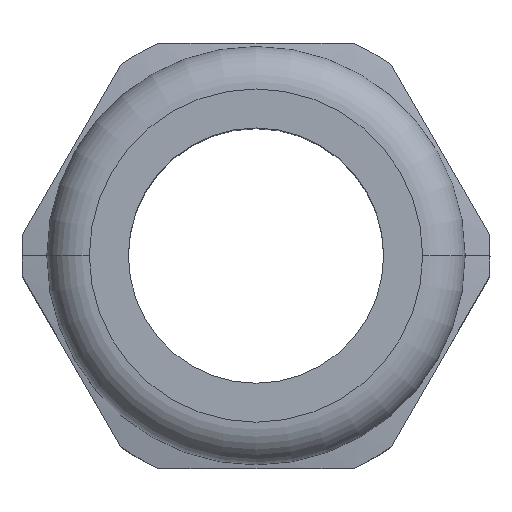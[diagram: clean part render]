
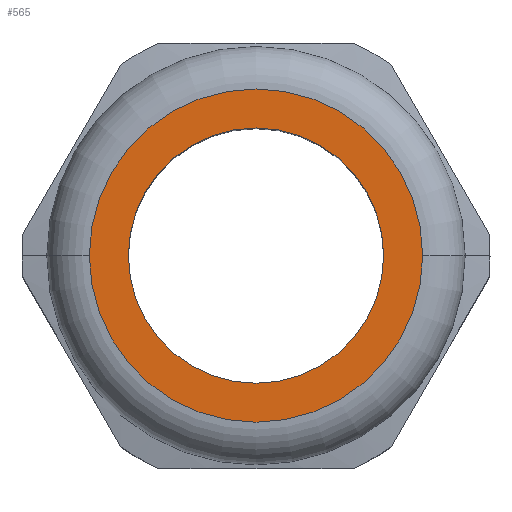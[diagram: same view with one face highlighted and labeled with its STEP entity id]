
A CAD part, top view. The second image highlights one B-rep face of the part: STEP entity #565.
In plain terms, the highlighted planar face has unit normal (0, 0, 1).
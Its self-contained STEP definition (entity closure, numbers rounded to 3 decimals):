
#437 = CIRCLE ( 'NONE', #649, 9. ) ;
#438 = CIRCLE ( 'NONE', #650, 11.75 ) ;
#451 = CIRCLE ( 'NONE', #946, 9. ) ;
#458 = CIRCLE ( 'NONE', #950, 11.75 ) ;
#565 = ADVANCED_FACE ( 'NONE', ( #861, #670 ), #1402, .T. ) ;
#583 = EDGE_CURVE ( 'NONE', #1118, #1117, #458, .T. ) ;
#592 = EDGE_CURVE ( 'NONE', #1113, #1114, #451, .T. ) ;
#623 = EDGE_CURVE ( 'NONE', #1117, #1118, #438, .T. ) ;
#624 = EDGE_CURVE ( 'NONE', #1114, #1113, #437, .T. ) ;
#649 = AXIS2_PLACEMENT_3D ( 'NONE', #1559, #1560, #1561 ) ;
#650 = AXIS2_PLACEMENT_3D ( 'NONE', #1556, #1557, #1558 ) ;
#664 = AXIS2_PLACEMENT_3D ( 'NONE', #1401, #1400, #1399 ) ;
#670 = FACE_OUTER_BOUND ( 'NONE', #677, .T. ) ;
#676 = EDGE_LOOP ( 'NONE', ( #728, #726 ) ) ;
#677 = EDGE_LOOP ( 'NONE', ( #729, #725 ) ) ;
#725 = ORIENTED_EDGE ( 'NONE', *, *, #623, .T. ) ;
#726 = ORIENTED_EDGE ( 'NONE', *, *, #592, .F. ) ;
#728 = ORIENTED_EDGE ( 'NONE', *, *, #624, .F. ) ;
#729 = ORIENTED_EDGE ( 'NONE', *, *, #583, .T. ) ;
#861 = FACE_BOUND ( 'NONE', #676, .T. ) ;
#946 = AXIS2_PLACEMENT_3D ( 'NONE', #1314, #1313, #1312 ) ;
#950 = AXIS2_PLACEMENT_3D ( 'NONE', #1341, #1340, #1339 ) ;
#1113 = VERTEX_POINT ( 'NONE', #1629 ) ;
#1114 = VERTEX_POINT ( 'NONE', #1630 ) ;
#1117 = VERTEX_POINT ( 'NONE', #1633 ) ;
#1118 = VERTEX_POINT ( 'NONE', #1634 ) ;
#1312 = DIRECTION ( 'NONE',  ( 1., 0., 0. ) ) ;
#1313 = DIRECTION ( 'NONE',  ( 0., 0., 1. ) ) ;
#1314 = CARTESIAN_POINT ( 'NONE',  ( 0., 0., 32. ) ) ;
#1339 = DIRECTION ( 'NONE',  ( 1., 0., 0. ) ) ;
#1340 = DIRECTION ( 'NONE',  ( 0., 0., 1. ) ) ;
#1341 = CARTESIAN_POINT ( 'NONE',  ( 0., 0., 32. ) ) ;
#1399 = DIRECTION ( 'NONE',  ( 1., 0., 0. ) ) ;
#1400 = DIRECTION ( 'NONE',  ( 0., 0., 1. ) ) ;
#1401 = CARTESIAN_POINT ( 'NONE',  ( 0., 0., 32. ) ) ;
#1402 = PLANE ( 'NONE',  #664 ) ;
#1556 = CARTESIAN_POINT ( 'NONE',  ( 0., 0., 32. ) ) ;
#1557 = DIRECTION ( 'NONE',  ( 0., 0., 1. ) ) ;
#1558 = DIRECTION ( 'NONE',  ( 1., 0., 0. ) ) ;
#1559 = CARTESIAN_POINT ( 'NONE',  ( 0., 0., 32. ) ) ;
#1560 = DIRECTION ( 'NONE',  ( 0., 0., 1. ) ) ;
#1561 = DIRECTION ( 'NONE',  ( 1., 0., 0. ) ) ;
#1629 = CARTESIAN_POINT ( 'NONE',  ( -9., 0., 32. ) ) ;
#1630 = CARTESIAN_POINT ( 'NONE',  ( 9., 0., 32. ) ) ;
#1633 = CARTESIAN_POINT ( 'NONE',  ( -11.75, 0., 32. ) ) ;
#1634 = CARTESIAN_POINT ( 'NONE',  ( 11.75, 0., 32. ) ) ;
